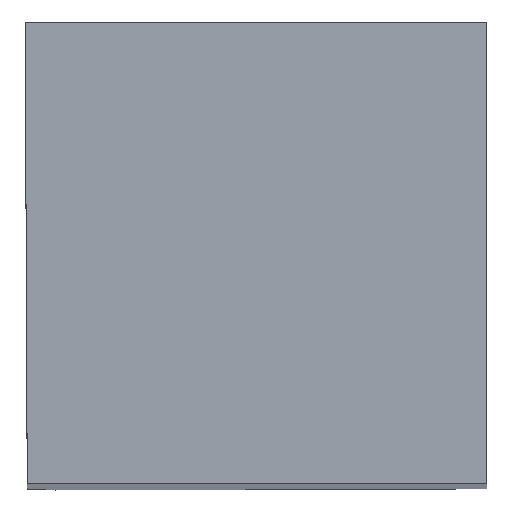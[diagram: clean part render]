
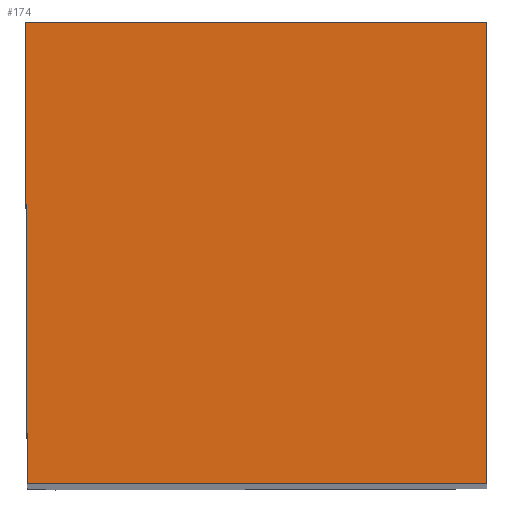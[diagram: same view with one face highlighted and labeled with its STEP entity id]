
A CAD part, top view. The second image highlights one B-rep face of the part: STEP entity #174.
In plain terms, the highlighted planar face has unit normal (0, 0, 1).
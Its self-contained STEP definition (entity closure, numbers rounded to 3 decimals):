
#174=ADVANCED_FACE('',(#228),#207,.T.);
#207=PLANE('',#747);
#228=FACE_OUTER_BOUND('',#251,.T.);
#251=EDGE_LOOP('',(#338,#339,#340,#341));
#338=ORIENTED_EDGE('',*,*,#513,.F.);
#339=ORIENTED_EDGE('',*,*,#511,.F.);
#340=ORIENTED_EDGE('',*,*,#517,.F.);
#341=ORIENTED_EDGE('',*,*,#518,.T.);
#451=VERTEX_POINT('',#1041);
#454=VERTEX_POINT('',#1046);
#455=VERTEX_POINT('',#1051);
#456=VERTEX_POINT('',#1056);
#511=EDGE_CURVE('',#454,#451,#578,.T.);
#513=EDGE_CURVE('',#451,#455,#580,.T.);
#517=EDGE_CURVE('',#456,#454,#584,.T.);
#518=EDGE_CURVE('',#456,#455,#585,.T.);
#578=LINE('',#1047,#626);
#580=LINE('',#1050,#628);
#584=LINE('',#1057,#632);
#585=LINE('',#1059,#633);
#626=VECTOR('',#849,1.);
#628=VECTOR('',#853,1.);
#632=VECTOR('',#859,1.);
#633=VECTOR('',#862,1.);
#747=AXIS2_PLACEMENT_3D('',#1061,#865,#866);
#849=DIRECTION('',(1.,0.,0.));
#853=DIRECTION('',(0.,-1.,0.));
#859=DIRECTION('',(-0.004,1.,0.));
#862=DIRECTION('',(1.,0.,0.));
#865=DIRECTION('',(0.,0.,1.));
#866=DIRECTION('',(-1.,0.,0.));
#1041=CARTESIAN_POINT('',(15.825,15.825,0.));
#1046=CARTESIAN_POINT('',(0.,15.825,0.));
#1047=CARTESIAN_POINT('',(17.875,15.825,0.));
#1050=CARTESIAN_POINT('',(15.825,-2.,0.));
#1051=CARTESIAN_POINT('',(15.825,0.,0.));
#1056=CARTESIAN_POINT('',(0.069,0.,0.));
#1057=CARTESIAN_POINT('',(-0.009,17.834,0.));
#1059=CARTESIAN_POINT('',(17.875,0.,0.));
#1061=CARTESIAN_POINT('',(-2.,17.825,0.));
